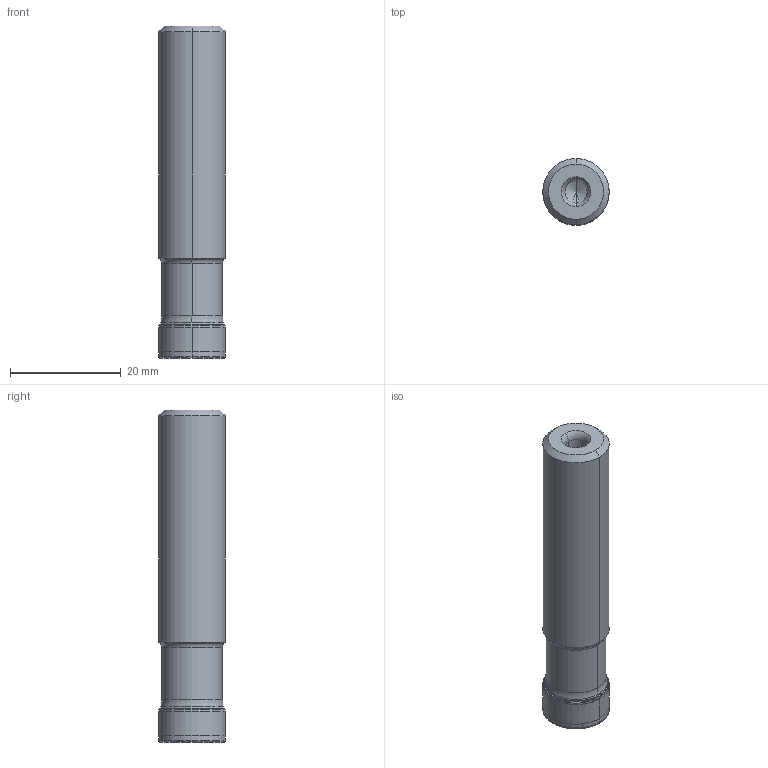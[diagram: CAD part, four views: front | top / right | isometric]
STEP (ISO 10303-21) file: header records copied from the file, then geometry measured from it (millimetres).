
FILE_DESCRIPTION((''),'2;1');
FILE_NAME('12J1D012017T2R00','2015-10-31T',('tewess'),(''),'PRO/ENGINEER BY PARAMETRIC TECHNOLOGY CORPORATION, 2011490','PRO/ENGINEER BY PARAMETRIC TECHNOLOGY CORPORATION, 2011490','');
FILE_SCHEMA(('AUTOMOTIVE_DESIGN { 1 2 10303 214 0 1 1 1 }'));
Length unit declared in the file: millimetre
Products named in the file (3): NOCUT; CUT; 12J1D012017T2R00
Assembly tree (2 placements, depth 2):
  12J1D012017T2R00
    NOCUT
    CUT
Bounding box: 12.01 x 12.01 x 60 mm (x, y, z)
Volume: 6485.7 mm3; surface area: 3423.6 mm2
Topology: 2 solids, 2 shells, 79 faces, 160 edges, 85 vertices
Faces by surface type: revolution 46, torus 10, cone 10, cylinder 8, plane 3, bspline 2
Entity records: 5491 total; most frequent: CARTESIAN_POINT 3218, DIRECTION 334, ORIENTED_EDGE 312, PRESENTATION_STYLE_ASSIGNMENT 164, STYLED_ITEM 164, CURVE_STYLE 162, EDGE_CURVE 156, AXIS2_PLACEMENT_3D 134
